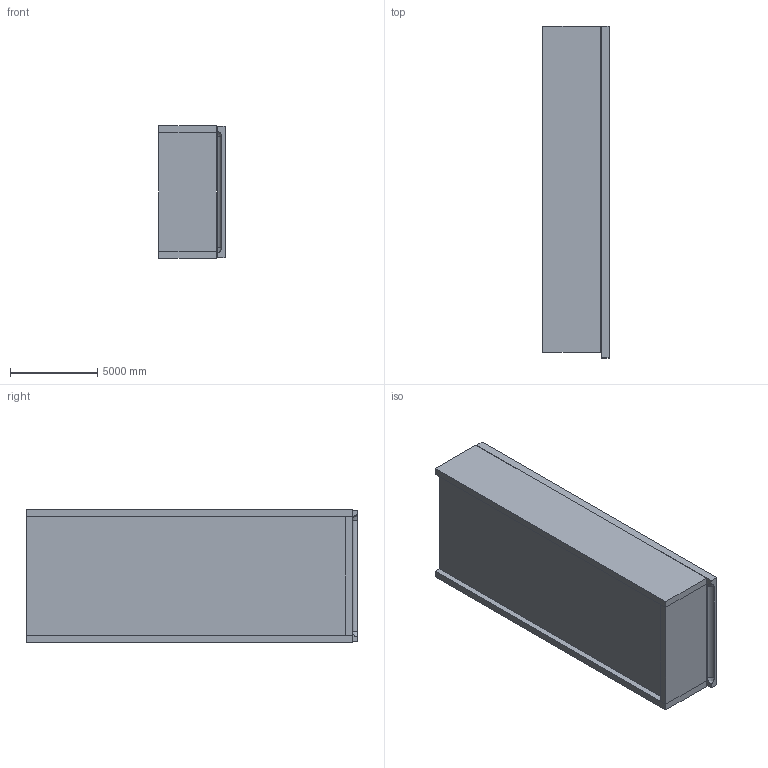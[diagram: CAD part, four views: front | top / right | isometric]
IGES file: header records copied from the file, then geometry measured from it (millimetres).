
Global section: file name: AC10W; native system: AutoCAD 2016 - English; preprocessor: Autodesk Translation Framework DWG producer (atf_dwg_producer); organization: unknown; date: 20180201.185339; units: inch
Bounding box: 3810 x 19050 x 7620 mm (x, y, z)
Volume: 146695839433.5 mm3; surface area: 1055819564.4 mm2
Topology: 8 solids, 8 shells, 66 faces, 152 edges, 102 vertices
Faces by surface type: bspline 66
